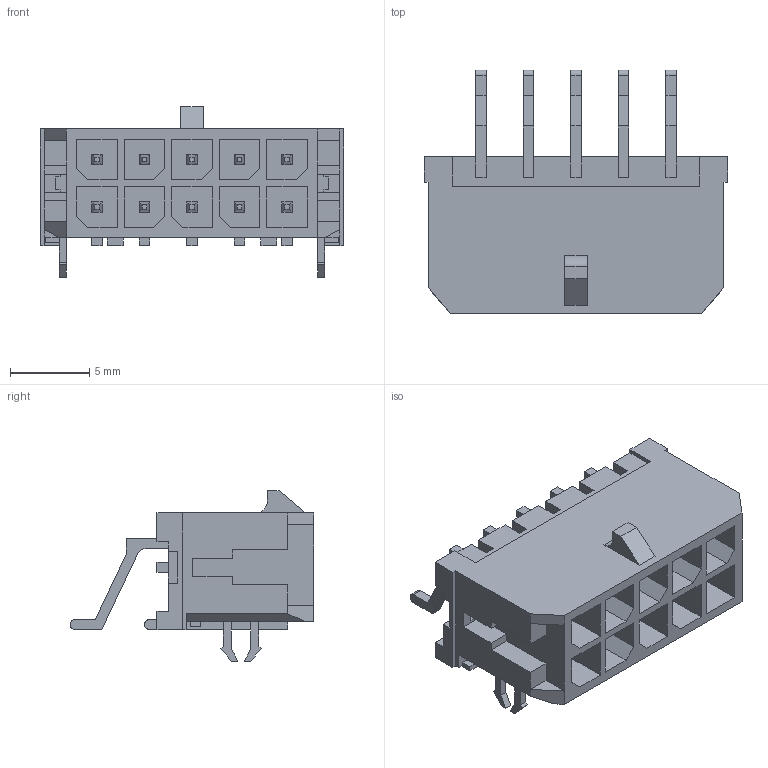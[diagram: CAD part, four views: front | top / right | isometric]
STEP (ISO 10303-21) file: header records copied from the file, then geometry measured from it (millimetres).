
FILE_DESCRIPTION(('FreeCAD Model'),'2;1');
FILE_NAME('430451006.step','2017-10-19T00:23:16',( 'kicad StepUp'),('ksu MCAD'),'Open CASCADE STEP processor 6.8', 'FreeCAD','Unknown');
FILE_SCHEMA(('AUTOMOTIVE_DESIGN_CC2 { 1 2 10303 214 -1 1 5 4 }'));
Length unit declared in the file: millimetre
Products named in the file (1): 430451006
Bounding box: 19.15 x 15.4 x 10.77 mm (x, y, z)
Volume: 776 mm3; surface area: 1800.8 mm2
Topology: 1 solids, 6 shells, 491 faces, 1263 edges, 808 vertices
Faces by surface type: plane 473, cylinder 18
Entity records: 14508 total; most frequent: CARTESIAN_POINT 2563, ORIENTED_EDGE 2526, DIRECTION 2283, EDGE_CURVE 1263, LINE 1227, VECTOR 1227, VERTEX_POINT 808, AXIS2_PLACEMENT_3D 528
